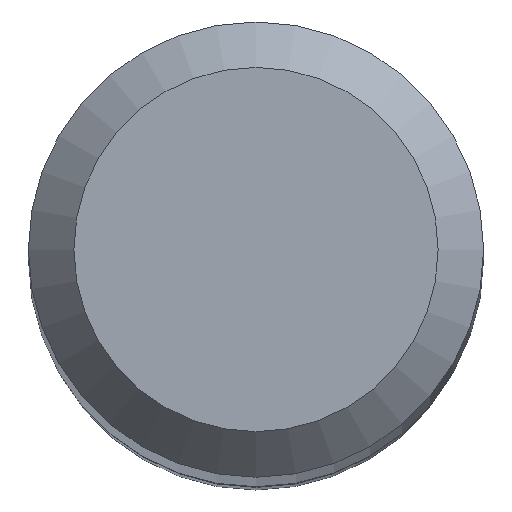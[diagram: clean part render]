
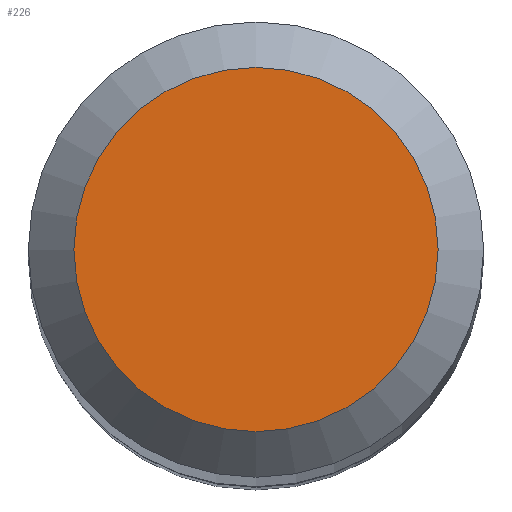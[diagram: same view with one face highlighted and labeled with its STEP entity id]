
A CAD part, top view. The second image highlights one B-rep face of the part: STEP entity #226.
In plain terms, the highlighted planar face has unit normal (0, 0, 1).
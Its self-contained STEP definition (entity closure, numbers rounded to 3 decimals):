
#34 = DIRECTION ( 'NONE',  ( 0., 0., -1. ) ) ;
#35 = CARTESIAN_POINT ( 'NONE',  ( 0., 0., 61. ) ) ;
#49 = EDGE_LOOP ( 'NONE', ( #282 ) ) ;
#51 = FACE_OUTER_BOUND ( 'NONE', #49, .T. ) ;
#73 = CARTESIAN_POINT ( 'NONE',  ( 0., 1.2, 61. ) ) ;
#76 = DIRECTION ( 'NONE',  ( 0., 0., -1. ) ) ;
#94 = VERTEX_POINT ( 'NONE', #73 ) ;
#118 = PLANE ( 'NONE',  #143 ) ;
#131 = CIRCLE ( 'NONE', #240, 1.2 ) ;
#143 = AXIS2_PLACEMENT_3D ( 'NONE', #175, #34, #292 ) ;
#175 = CARTESIAN_POINT ( 'NONE',  ( 0., 0., 61. ) ) ;
#194 = DIRECTION ( 'NONE',  ( 0., 1., 0. ) ) ;
#226 = ADVANCED_FACE ( 'NONE', ( #51 ), #118, .F. ) ;
#240 = AXIS2_PLACEMENT_3D ( 'NONE', #35, #76, #194 ) ;
#246 = EDGE_CURVE ( 'NONE', #94, #94, #131, .T. ) ;
#282 = ORIENTED_EDGE ( 'NONE', *, *, #246, .F. ) ;
#292 = DIRECTION ( 'NONE',  ( 0., 1., 0. ) ) ;
